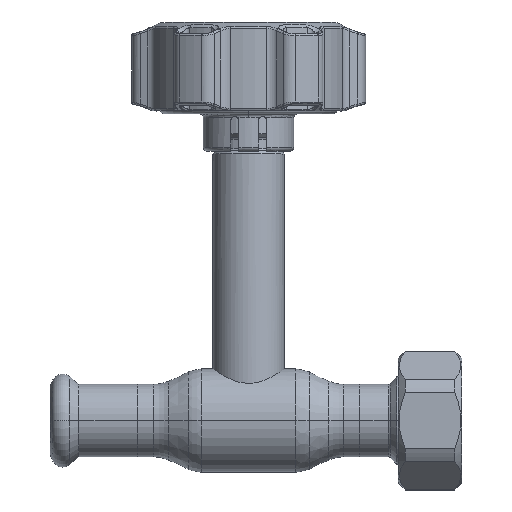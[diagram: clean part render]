
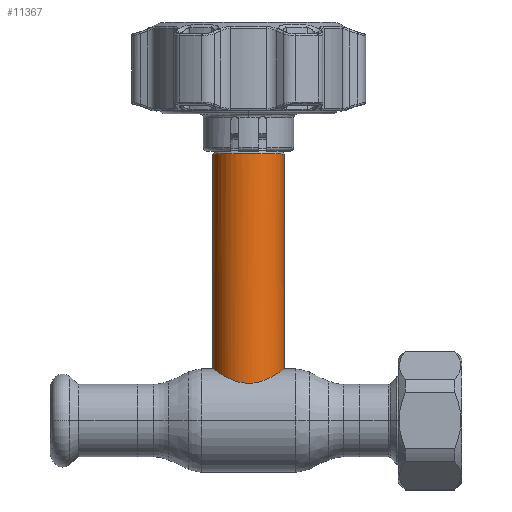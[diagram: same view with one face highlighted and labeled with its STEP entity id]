
A CAD part, top view. The second image highlights one B-rep face of the part: STEP entity #11367.
In plain terms, the highlighted cylindrical face has radius 9 mm (diameter 18 mm), a partial arc.
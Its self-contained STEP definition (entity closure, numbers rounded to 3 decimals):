
#872 = LINE ( 'NONE', #31659, #12613 ) ;
#1297 = EDGE_CURVE ( 'NONE', #23130, #23675, #25686, .T. ) ;
#1367 = CARTESIAN_POINT ( 'NONE',  ( 9., 13., 0. ) ) ;
#1910 = VERTEX_POINT ( 'NONE', #1367 ) ;
#1913 = CARTESIAN_POINT ( 'NONE',  ( -2.971, 9.836, 8.501 ) ) ;
#1934 = EDGE_CURVE ( 'NONE', #23675, #1910, #8094, .T. ) ;
#2106 = CARTESIAN_POINT ( 'NONE',  ( 9., 13., 0.305 ) ) ;
#2144 = CYLINDRICAL_SURFACE ( 'NONE', #13371, 9. ) ;
#2372 = CARTESIAN_POINT ( 'NONE',  ( 0., 67.169, 0. ) ) ;
#2484 = CARTESIAN_POINT ( 'NONE',  ( 8.922, 12.946, 1.22 ) ) ;
#4730 = CARTESIAN_POINT ( 'NONE',  ( -2.114, 9.612, 8.753 ) ) ;
#5272 = CARTESIAN_POINT ( 'NONE',  ( -1.526, 9.5, 8.875 ) ) ;
#5348 = DIRECTION ( 'NONE',  ( 0., -1., 0. ) ) ;
#5465 = CARTESIAN_POINT ( 'NONE',  ( 8.159, 12.433, 3.81 ) ) ;
#6821 = EDGE_LOOP ( 'NONE', ( #9473, #8086, #24429, #32195 ) ) ;
#7892 = CARTESIAN_POINT ( 'NONE',  ( -2.403, 9.68, 8.678 ) ) ;
#8066 = CARTESIAN_POINT ( 'NONE',  ( -6.744, 11.549, 5.986 ) ) ;
#8086 = ORIENTED_EDGE ( 'NONE', *, *, #13549, .T. ) ;
#8094 = B_SPLINE_CURVE_WITH_KNOTS ( 'NONE', 3,
 ( #31986, #18046, #17865, #29251, #30153, #27353, #10802, #22111, #8066, #13757, #30506, #10979, #8256, #24546, #1913, #7892, #4730, #5272, #10440, #19323, #13198, #35841, #33263, #33446, #16544, #30867, #21742, #28100, #32899, #30680, #13395, #27920, #13948, #10631, #19513, #35654, #5465, #16349, #22300, #24729, #2484, #25104, #2106, #24921 ),
 .UNSPECIFIED., .F., .F.,
 ( 4, 2, 2, 2, 2, 2, 2, 2, 2, 2, 2, 2, 2, 2, 2, 2, 2, 2, 2, 2, 2, 4 ),
 ( 0., 0.002, 0.004, 0.005, 0.007, 0.009, 0.011, 0.012, 0.013, 0.014, 0.015, 0.016, 0.018, 0.019, 0.02, 0.022, 0.024, 0.025, 0.026, 0.027, 0.028, 0.029 ),
 .UNSPECIFIED. ) ;
#8256 = CARTESIAN_POINT ( 'NONE',  ( -4.052, 10.206, 8.057 ) ) ;
#8345 = EDGE_CURVE ( 'NONE', #24233, #1910, #872, .T. ) ;
#9005 = CARTESIAN_POINT ( 'NONE',  ( 9., 67.169, 0. ) ) ;
#9473 = ORIENTED_EDGE ( 'NONE', *, *, #8345, .F. ) ;
#10440 = CARTESIAN_POINT ( 'NONE',  ( -1.227, 9.456, 8.921 ) ) ;
#10631 = CARTESIAN_POINT ( 'NONE',  ( 7.597, 12.07, 4.835 ) ) ;
#10802 = CARTESIAN_POINT ( 'NONE',  ( -7.764, 12.174, 4.589 ) ) ;
#10843 = DIRECTION ( 'NONE',  ( -1., 0., 0. ) ) ;
#10979 = CARTESIAN_POINT ( 'NONE',  ( -4.552, 10.419, 7.785 ) ) ;
#11367 = ADVANCED_FACE ( 'NONE', ( #16386 ), #2144, .T. ) ;
#11559 = DIRECTION ( 'NONE',  ( 0., -1., 0. ) ) ;
#11744 = CARTESIAN_POINT ( 'NONE',  ( -9., 0., 0. ) ) ;
#12613 = VECTOR ( 'NONE', #29287, 1000. ) ;
#13198 = CARTESIAN_POINT ( 'NONE',  ( -0.308, 9.381, 9. ) ) ;
#13371 = AXIS2_PLACEMENT_3D ( 'NONE', #24966, #36250, #10843 ) ;
#13395 = CARTESIAN_POINT ( 'NONE',  ( 5.933, 11.095, 6.791 ) ) ;
#13549 = EDGE_CURVE ( 'NONE', #24233, #23130, #15788, .T. ) ;
#13757 = CARTESIAN_POINT ( 'NONE',  ( -5.938, 11.097, 6.787 ) ) ;
#13948 = CARTESIAN_POINT ( 'NONE',  ( 7.112, 11.769, 5.546 ) ) ;
#15788 = CIRCLE ( 'NONE', #33596, 9. ) ;
#16349 = CARTESIAN_POINT ( 'NONE',  ( 8.511, 12.665, 2.987 ) ) ;
#16386 = FACE_OUTER_BOUND ( 'NONE', #6821, .T. ) ;
#16544 = CARTESIAN_POINT ( 'NONE',  ( 2.969, 9.827, 8.516 ) ) ;
#16621 = DIRECTION ( 'NONE',  ( -1., 0., 0. ) ) ;
#17865 = CARTESIAN_POINT ( 'NONE',  ( -8.937, 12.956, 1.223 ) ) ;
#18046 = CARTESIAN_POINT ( 'NONE',  ( -9., 13., 0.618 ) ) ;
#19323 = CARTESIAN_POINT ( 'NONE',  ( -0.618, 9.396, 8.984 ) ) ;
#19513 = CARTESIAN_POINT ( 'NONE',  ( 7.748, 12.166, 4.589 ) ) ;
#21742 = CARTESIAN_POINT ( 'NONE',  ( 4.041, 10.212, 8.047 ) ) ;
#22111 = CARTESIAN_POINT ( 'NONE',  ( -7.11, 11.768, 5.549 ) ) ;
#22300 = CARTESIAN_POINT ( 'NONE',  ( 8.691, 12.787, 2.417 ) ) ;
#23130 = VERTEX_POINT ( 'NONE', #25555 ) ;
#23675 = VERTEX_POINT ( 'NONE', #24143 ) ;
#24143 = CARTESIAN_POINT ( 'NONE',  ( -9., 13., 0. ) ) ;
#24233 = VERTEX_POINT ( 'NONE', #9005 ) ;
#24429 = ORIENTED_EDGE ( 'NONE', *, *, #1297, .T. ) ;
#24546 = CARTESIAN_POINT ( 'NONE',  ( -3.249, 9.924, 8.398 ) ) ;
#24729 = CARTESIAN_POINT ( 'NONE',  ( 8.875, 12.914, 1.525 ) ) ;
#24921 = CARTESIAN_POINT ( 'NONE',  ( 9., 13., 0. ) ) ;
#24966 = CARTESIAN_POINT ( 'NONE',  ( 0., 0., 0. ) ) ;
#25104 = CARTESIAN_POINT ( 'NONE',  ( 8.985, 12.989, 0.61 ) ) ;
#25555 = CARTESIAN_POINT ( 'NONE',  ( -9., 67.169, 0. ) ) ;
#25686 = LINE ( 'NONE', #11744, #25838 ) ;
#25838 = VECTOR ( 'NONE', #11559, 1000. ) ;
#27353 = CARTESIAN_POINT ( 'NONE',  ( -8.046, 12.358, 4.075 ) ) ;
#27920 = CARTESIAN_POINT ( 'NONE',  ( 6.747, 11.55, 5.984 ) ) ;
#28100 = CARTESIAN_POINT ( 'NONE',  ( 4.547, 10.422, 7.772 ) ) ;
#29251 = CARTESIAN_POINT ( 'NONE',  ( -8.694, 12.789, 2.406 ) ) ;
#29287 = DIRECTION ( 'NONE',  ( 0., -1., 0. ) ) ;
#30153 = CARTESIAN_POINT ( 'NONE',  ( -8.51, 12.665, 2.988 ) ) ;
#30506 = CARTESIAN_POINT ( 'NONE',  ( -5.494, 10.863, 7.151 ) ) ;
#30680 = CARTESIAN_POINT ( 'NONE',  ( 5.496, 10.864, 7.15 ) ) ;
#30867 = CARTESIAN_POINT ( 'NONE',  ( 3.778, 10.11, 8.174 ) ) ;
#31659 = CARTESIAN_POINT ( 'NONE',  ( 9., 0., 0. ) ) ;
#31986 = CARTESIAN_POINT ( 'NONE',  ( -9., 13., 0. ) ) ;
#32195 = ORIENTED_EDGE ( 'NONE', *, *, #1934, .T. ) ;
#32899 = CARTESIAN_POINT ( 'NONE',  ( 4.79, 10.531, 7.625 ) ) ;
#33263 = CARTESIAN_POINT ( 'NONE',  ( 1.215, 9.441, 8.938 ) ) ;
#33446 = CARTESIAN_POINT ( 'NONE',  ( 2.405, 9.667, 8.694 ) ) ;
#33596 = AXIS2_PLACEMENT_3D ( 'NONE', #2372, #5348, #16621 ) ;
#35654 = CARTESIAN_POINT ( 'NONE',  ( 8.029, 12.347, 4.077 ) ) ;
#35841 = CARTESIAN_POINT ( 'NONE',  ( 0.609, 9.381, 9. ) ) ;
#36250 = DIRECTION ( 'NONE',  ( 0., -1., 0. ) ) ;
